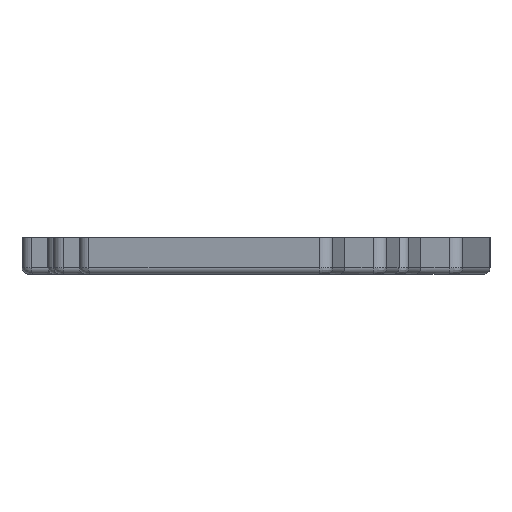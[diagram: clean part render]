
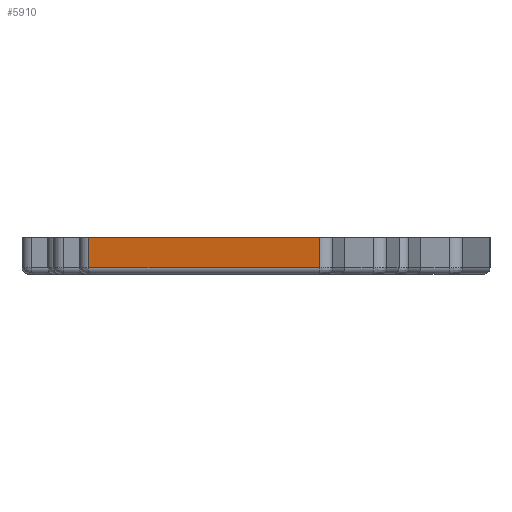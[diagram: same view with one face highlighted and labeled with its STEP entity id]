
A CAD part, left-side view. The second image highlights one B-rep face of the part: STEP entity #5910.
In plain terms, the highlighted planar face has unit normal (-0.985, 0.174, 0).
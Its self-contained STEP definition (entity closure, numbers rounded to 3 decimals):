
#202=PLANE('',#6554);
#526=FACE_OUTER_BOUND('',#874,.T.);
#874=EDGE_LOOP('',(#5151,#5152,#5153,#5154));
#1221=LINE('',#9751,#1757);
#1389=LINE('',#10304,#1925);
#1390=LINE('',#10307,#1926);
#1391=LINE('',#10308,#1927);
#1757=VECTOR('',#7735,10.);
#1925=VECTOR('',#8285,10.);
#1926=VECTOR('',#8288,10.);
#1927=VECTOR('',#8289,10.);
#2685=VERTEX_POINT('',#9744);
#2687=VERTEX_POINT('',#9750);
#2809=VERTEX_POINT('',#10302);
#2810=VERTEX_POINT('',#10306);
#3405=EDGE_CURVE('',#2685,#2687,#1221,.T.);
#3649=EDGE_CURVE('',#2685,#2809,#1389,.T.);
#3650=EDGE_CURVE('',#2810,#2809,#1390,.T.);
#3651=EDGE_CURVE('',#2687,#2810,#1391,.T.);
#5151=ORIENTED_EDGE('',*,*,#3405,.F.);
#5152=ORIENTED_EDGE('',*,*,#3649,.T.);
#5153=ORIENTED_EDGE('',*,*,#3650,.F.);
#5154=ORIENTED_EDGE('',*,*,#3651,.F.);
#5910=ADVANCED_FACE('',(#526),#202,.T.);
#6554=AXIS2_PLACEMENT_3D('',#10305,#8286,#8287);
#7735=DIRECTION('',(0.174,0.985,0.));
#8285=DIRECTION('',(0.,0.,1.));
#8286=DIRECTION('center_axis',(-0.985,0.174,0.));
#8287=DIRECTION('ref_axis',(-0.174,-0.985,0.));
#8288=DIRECTION('',(-0.174,-0.985,0.));
#8289=DIRECTION('',(0.,0.,1.));
#9744=CARTESIAN_POINT('',(5.25,51.379,-5.1));
#9750=CARTESIAN_POINT('',(14.826,105.691,-5.1));
#9751=CARTESIAN_POINT('',(13.331,97.212,-5.1));
#10302=CARTESIAN_POINT('',(5.25,51.379,2.));
#10304=CARTESIAN_POINT('',(5.25,51.379,-6.6));
#10305=CARTESIAN_POINT('Origin',(14.826,105.691,-6.6));
#10306=CARTESIAN_POINT('',(14.826,105.691,2.));
#10307=CARTESIAN_POINT('',(14.826,105.691,2.));
#10308=CARTESIAN_POINT('',(14.826,105.691,-6.6));
